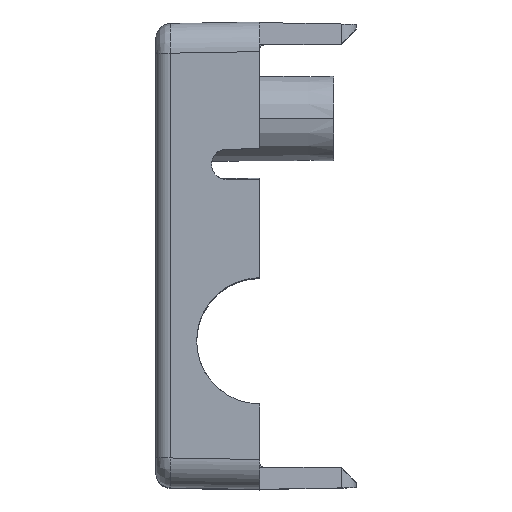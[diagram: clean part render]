
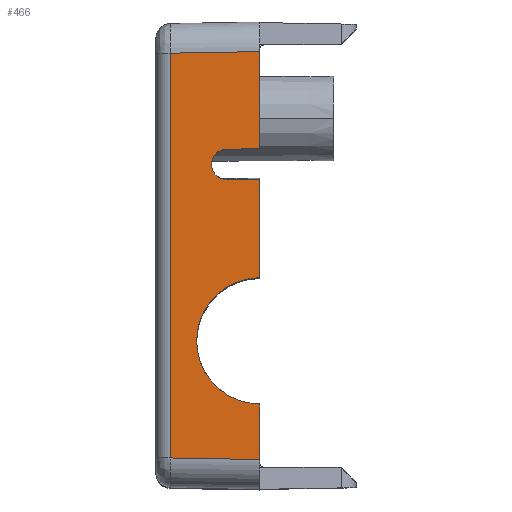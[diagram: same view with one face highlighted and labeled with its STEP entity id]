
A CAD part, top view. The second image highlights one B-rep face of the part: STEP entity #466.
In plain terms, the highlighted planar face has unit normal (-0.018, 0, 1).
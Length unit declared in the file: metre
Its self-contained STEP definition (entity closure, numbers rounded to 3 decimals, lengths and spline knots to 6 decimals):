
#466=ADVANCED_FACE('0:633',(#1116),#1117,.T.);
#1116=FACE_OUTER_BOUND('',#2195,.T.);
#1117=PLANE('',#2196);
#2195=EDGE_LOOP('',(#4098,#4099,#4100,#4101,#4102,#4103,#4104,#4105,#4106,#4107,#4108,#4109,#4110,#4111,#4112));
#2196=AXIS2_PLACEMENT_3D('',#4113,#4114,#4115);
#4098=ORIENTED_EDGE('',*,*,#6078,.T.);
#4099=ORIENTED_EDGE('',*,*,#6354,.T.);
#4100=ORIENTED_EDGE('',*,*,#5919,.T.);
#4101=ORIENTED_EDGE('',*,*,#5992,.T.);
#4102=ORIENTED_EDGE('',*,*,#6019,.F.);
#4103=ORIENTED_EDGE('',*,*,#6081,.F.);
#4104=ORIENTED_EDGE('',*,*,#6355,.F.);
#4105=ORIENTED_EDGE('',*,*,#6356,.F.);
#4106=ORIENTED_EDGE('',*,*,#6357,.T.);
#4107=ORIENTED_EDGE('',*,*,#6358,.F.);
#4108=ORIENTED_EDGE('',*,*,#6359,.T.);
#4109=ORIENTED_EDGE('',*,*,#6360,.F.);
#4110=ORIENTED_EDGE('',*,*,#6361,.T.);
#4111=ORIENTED_EDGE('',*,*,#6362,.F.);
#4112=ORIENTED_EDGE('',*,*,#6156,.T.);
#4113=CARTESIAN_POINT('',(0.,0.0215,0.017));
#4114=DIRECTION('',(-0.017,0.,1.));
#4115=DIRECTION('',(1.,0.0,0.017));
#5919=EDGE_CURVE('',#7050,#7051,#7052,.F.);
#5992=EDGE_CURVE('',#7051,#7174,#7176,.F.);
#6019=EDGE_CURVE('',#7220,#7174,#7222,.F.);
#6078=EDGE_CURVE('',#7320,#7326,#7328,.F.);
#6081=EDGE_CURVE('',#7330,#7220,#7333,.T.);
#6156=EDGE_CURVE('',#7460,#7320,#7461,.T.);
#6354=EDGE_CURVE('',#7326,#7050,#7780,.T.);
#6355=EDGE_CURVE('',#7781,#7330,#7782,.T.);
#6356=EDGE_CURVE('',#7783,#7781,#7784,.F.);
#6357=EDGE_CURVE('',#7783,#7785,#7786,.F.);
#6358=EDGE_CURVE('',#7787,#7785,#7788,.T.);
#6359=EDGE_CURVE('',#7787,#7789,#7790,.F.);
#6360=EDGE_CURVE('',#7791,#7789,#7792,.F.);
#6361=EDGE_CURVE('',#7791,#7793,#7794,.F.);
#6362=EDGE_CURVE('',#7460,#7793,#7795,.T.);
#7050=VERTEX_POINT('',#8694);
#7051=VERTEX_POINT('',#8695);
#7052=LINE('',#8696,#8697);
#7174=VERTEX_POINT('',#8862);
#7176=LINE('',#8865,#8866);
#7220=VERTEX_POINT('',#8926);
#7222=LINE('',#8929,#8930);
#7320=VERTEX_POINT('',#9056);
#7326=VERTEX_POINT('',#9064);
#7328=LINE('',#9066,#9067);
#7330=VERTEX_POINT('',#9069);
#7333=ELLIPSE('',#9073,0.004251,0.00425);
#7460=VERTEX_POINT('',#9258);
#7461=LINE('',#9259,#9260);
#7780=LINE('',#9732,#9733);
#7781=VERTEX_POINT('',#9734);
#7782=ELLIPSE('',#9735,0.004251,0.00425);
#7783=VERTEX_POINT('',#9736);
#7784=LINE('',#9737,#9738);
#7785=VERTEX_POINT('',#9739);
#7786=LINE('',#9740,#9741);
#7787=VERTEX_POINT('',#9742);
#7788=LINE('',#9743,#9744);
#7789=VERTEX_POINT('',#9745);
#7790=ELLIPSE('',#9746,0.001,0.001);
#7791=VERTEX_POINT('',#9747);
#7792=LINE('',#9748,#9749);
#7793=VERTEX_POINT('',#9750);
#7794=ELLIPSE('',#9751,0.001,0.001);
#7795=LINE('',#9752,#9753);
#8694=CARTESIAN_POINT('',(-0.006017,-0.007895,0.016895));
#8695=CARTESIAN_POINT('',(0.,-0.008,0.017));
#8696=CARTESIAN_POINT('',(-0.000515,-0.007991,0.016991));
#8697=VECTOR('',#10751,1.0);
#8862=CARTESIAN_POINT('',(0.,-0.004256,0.017));
#8865=CARTESIAN_POINT('',(0.,0.0215,0.017));
#8866=VECTOR('',#10852,1.0);
#8926=CARTESIAN_POINT('',(-0.000222,-0.004244,0.016996));
#8929=CARTESIAN_POINT('',(-0.000592,-0.004225,0.01699));
#8930=VECTOR('',#10885,1.0);
#9056=CARTESIAN_POINT('',(0.,0.0195,0.017));
#9064=CARTESIAN_POINT('',(-0.006017,0.019395,0.016895));
#9066=CARTESIAN_POINT('',(0.000035,0.019501,0.017001));
#9067=VECTOR('',#10982,1.0);
#9069=CARTESIAN_POINT('',(-0.00425,0.,0.016926));
#9073=AXIS2_PLACEMENT_3D('',#10984,#10985,#10986);
#9258=CARTESIAN_POINT('',(0.,0.012957,0.017));
#9259=CARTESIAN_POINT('',(0.,0.0215,0.017));
#9260=VECTOR('',#11076,1.0);
#9732=CARTESIAN_POINT('',(-0.006017,0.0215,0.016895));
#9733=VECTOR('',#11305,1.0);
#9734=CARTESIAN_POINT('',(-0.000222,0.004244,0.016996));
#9735=AXIS2_PLACEMENT_3D('',#11306,#11307,#11308);
#9736=CARTESIAN_POINT('',(0.,0.004256,0.017));
#9737=CARTESIAN_POINT('',(-0.000592,0.004225,0.01699));
#9738=VECTOR('',#11309,1.0);
#9739=CARTESIAN_POINT('',(0.,0.010843,0.017));
#9740=CARTESIAN_POINT('',(0.,0.0215,0.017));
#9741=VECTOR('',#11310,1.0);
#9742=CARTESIAN_POINT('',(-0.002267,0.010883,0.01696));
#9743=CARTESIAN_POINT('',(-0.003842,0.01091,0.016933));
#9744=VECTOR('',#11311,1.0);
#9745=CARTESIAN_POINT('',(-0.00325,0.011883,0.016943));
#9746=AXIS2_PLACEMENT_3D('',#11312,#11313,#11314);
#9747=CARTESIAN_POINT('',(-0.00325,0.011917,0.016943));
#9748=CARTESIAN_POINT('',(-0.00325,0.0129,0.016943));
#9749=VECTOR('',#11315,1.0);
#9750=CARTESIAN_POINT('',(-0.002267,0.012917,0.01696));
#9751=AXIS2_PLACEMENT_3D('',#11316,#11317,#11318);
#9752=CARTESIAN_POINT('',(-0.003842,0.01289,0.016933));
#9753=VECTOR('',#11319,1.0);
#10751=DIRECTION('',(-1.,0.017,-0.017));
#10852=DIRECTION('',(0.,-1.0,0.));
#10885=DIRECTION('',(-0.998,0.052,-0.017));
#10982=DIRECTION('',(1.,0.017,0.017));
#10984=CARTESIAN_POINT('',(0.0,0.0,0.017));
#10985=DIRECTION('',(-0.017,0.,1.));
#10986=DIRECTION('',(1.,0.,0.017));
#11076=DIRECTION('',(0.,1.0,-0.0));
#11305=DIRECTION('',(0.,-1.0,0.));
#11306=CARTESIAN_POINT('',(0.0,0.0,0.017));
#11307=DIRECTION('',(-0.017,0.,1.));
#11308=DIRECTION('',(1.,0.,0.017));
#11309=DIRECTION('',(0.998,0.052,0.017));
#11310=DIRECTION('',(0.,-1.0,0.));
#11311=DIRECTION('',(1.,-0.017,0.017));
#11312=CARTESIAN_POINT('',(-0.00225,0.011883,0.016961));
#11313=DIRECTION('',(-0.017,0.,1.));
#11314=DIRECTION('',(1.,0.,0.017));
#11315=DIRECTION('',(0.,1.0,0.));
#11316=CARTESIAN_POINT('',(-0.00225,0.011917,0.016961));
#11317=DIRECTION('',(-0.017,0.,1.));
#11318=DIRECTION('',(1.,0.,0.017));
#11319=DIRECTION('',(-1.,-0.017,-0.017));
